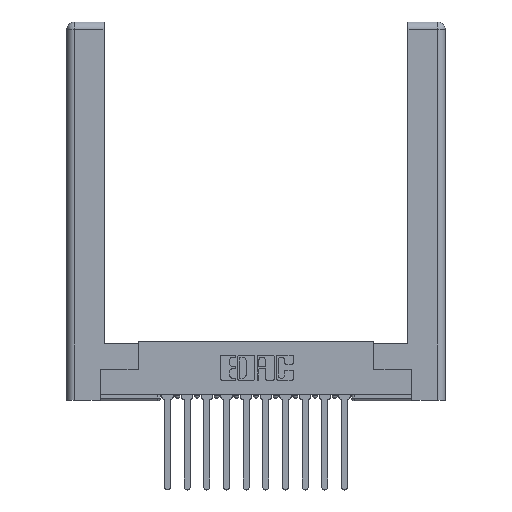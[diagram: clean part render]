
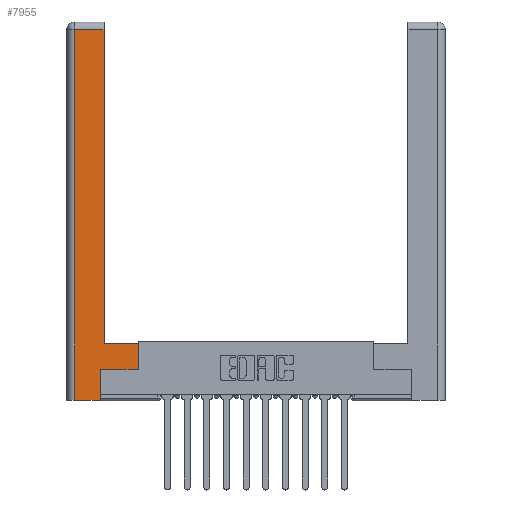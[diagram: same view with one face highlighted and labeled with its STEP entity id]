
A CAD part, top view. The second image highlights one B-rep face of the part: STEP entity #7955.
In plain terms, the highlighted planar face has unit normal (0, 0, 1).
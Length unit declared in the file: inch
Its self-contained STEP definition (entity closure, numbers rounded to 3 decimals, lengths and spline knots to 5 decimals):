
#47 = EDGE_CURVE ( 'NONE', #12025, #12797, #3792, .T. ) ;
#290 = EDGE_CURVE ( 'NONE', #6668, #2804, #7853, .T. ) ;
#316 = DIRECTION ( 'NONE',  ( -1., 0., 0. ) ) ;
#361 = CARTESIAN_POINT ( 'NONE',  ( 0.265, 0., 0. ) ) ;
#503 = VECTOR ( 'NONE', #12538, 39.37008 ) ;
#830 = ORIENTED_EDGE ( 'NONE', *, *, #15039, .T. ) ;
#1190 = EDGE_CURVE ( 'NONE', #2804, #10872, #12153, .T. ) ;
#1712 = CARTESIAN_POINT ( 'NONE',  ( 0.0615, 2.94, 0. ) ) ;
#1749 = DIRECTION ( 'NONE',  ( 0., 1., 0. ) ) ;
#1977 = CARTESIAN_POINT ( 'NONE',  ( 0.0615, 0., 0. ) ) ;
#2293 = VECTOR ( 'NONE', #1749, 39.37008 ) ;
#2506 = CARTESIAN_POINT ( 'NONE',  ( 0.0615, 0., 0. ) ) ;
#2802 = ORIENTED_EDGE ( 'NONE', *, *, #15240, .T. ) ;
#2804 = VERTEX_POINT ( 'NONE', #1712 ) ;
#2863 = EDGE_CURVE ( 'NONE', #12797, #7347, #8899, .T. ) ;
#3252 = DIRECTION ( 'NONE',  ( -1., 0., 0. ) ) ;
#3653 = VECTOR ( 'NONE', #14887, 39.37008 ) ;
#3695 = EDGE_LOOP ( 'NONE', ( #2802, #8973, #14466, #830, #5879, #11066, #12206, #10427 ) ) ;
#3740 = VECTOR ( 'NONE', #6499, 39.37008 ) ;
#3792 = LINE ( 'NONE', #11262, #2293 ) ;
#4087 = CARTESIAN_POINT ( 'NONE',  ( 0.265, 0., 0. ) ) ;
#4098 = VERTEX_POINT ( 'NONE', #361 ) ;
#4626 = DIRECTION ( 'NONE',  ( 0., 1., 0. ) ) ;
#5138 = FACE_OUTER_BOUND ( 'NONE', #3695, .T. ) ;
#5313 = PLANE ( 'NONE',  #14699 ) ;
#5359 = EDGE_CURVE ( 'NONE', #4098, #14789, #15114, .T. ) ;
#5644 = VECTOR ( 'NONE', #316, 39.37008 ) ;
#5879 = ORIENTED_EDGE ( 'NONE', *, *, #5359, .T. ) ;
#6499 = DIRECTION ( 'NONE',  ( 1., 0., 0. ) ) ;
#6504 = VECTOR ( 'NONE', #10501, 39.37008 ) ;
#6510 = LINE ( 'NONE', #7498, #3740 ) ;
#6607 = CARTESIAN_POINT ( 'NONE',  ( 0.295, 0.45, 0. ) ) ;
#6668 = VERTEX_POINT ( 'NONE', #8036 ) ;
#6807 = LINE ( 'NONE', #4087, #3653 ) ;
#6856 = CARTESIAN_POINT ( 'NONE',  ( 0.295, 3., 0. ) ) ;
#7347 = VERTEX_POINT ( 'NONE', #14878 ) ;
#7498 = CARTESIAN_POINT ( 'NONE',  ( 0.565, 0.245, 0. ) ) ;
#7547 = CARTESIAN_POINT ( 'NONE',  ( 0.0615, 2.94, 0. ) ) ;
#7853 = LINE ( 'NONE', #7547, #5644 ) ;
#7955 = ADVANCED_FACE ( 'NONE', ( #5138 ), #5313, .F. ) ;
#8036 = CARTESIAN_POINT ( 'NONE',  ( 0.295, 2.94, 0. ) ) ;
#8899 = LINE ( 'NONE', #6607, #503 ) ;
#8973 = ORIENTED_EDGE ( 'NONE', *, *, #290, .T. ) ;
#10102 = VECTOR ( 'NONE', #10957, 39.37008 ) ;
#10302 = CARTESIAN_POINT ( 'NONE',  ( 0., 0., 0. ) ) ;
#10427 = ORIENTED_EDGE ( 'NONE', *, *, #2863, .T. ) ;
#10449 = DIRECTION ( 'NONE',  ( 0., 0., -1. ) ) ;
#10501 = DIRECTION ( 'NONE',  ( 0., 1., 0. ) ) ;
#10694 = EDGE_CURVE ( 'NONE', #14789, #12025, #6510, .T. ) ;
#10872 = VERTEX_POINT ( 'NONE', #1977 ) ;
#10957 = DIRECTION ( 'NONE',  ( 0., -1., 0. ) ) ;
#11066 = ORIENTED_EDGE ( 'NONE', *, *, #10694, .T. ) ;
#11262 = CARTESIAN_POINT ( 'NONE',  ( 0.565, 0.45, 0. ) ) ;
#11299 = LINE ( 'NONE', #6856, #12236 ) ;
#11598 = CARTESIAN_POINT ( 'NONE',  ( 0.265, 0.245, 0. ) ) ;
#12025 = VERTEX_POINT ( 'NONE', #12853 ) ;
#12153 = LINE ( 'NONE', #2506, #10102 ) ;
#12206 = ORIENTED_EDGE ( 'NONE', *, *, #47, .T. ) ;
#12236 = VECTOR ( 'NONE', #4626, 39.37008 ) ;
#12538 = DIRECTION ( 'NONE',  ( -1., 0., 0. ) ) ;
#12797 = VERTEX_POINT ( 'NONE', #15324 ) ;
#12853 = CARTESIAN_POINT ( 'NONE',  ( 0.565, 0.245, 0. ) ) ;
#14378 = CARTESIAN_POINT ( 'NONE',  ( 0.265, 0.245, 0. ) ) ;
#14466 = ORIENTED_EDGE ( 'NONE', *, *, #1190, .T. ) ;
#14699 = AXIS2_PLACEMENT_3D ( 'NONE', #10302, #10449, #3252 ) ;
#14789 = VERTEX_POINT ( 'NONE', #14378 ) ;
#14878 = CARTESIAN_POINT ( 'NONE',  ( 0.295, 0.45, 0. ) ) ;
#14887 = DIRECTION ( 'NONE',  ( 1., 0., 0. ) ) ;
#15039 = EDGE_CURVE ( 'NONE', #10872, #4098, #6807, .T. ) ;
#15114 = LINE ( 'NONE', #11598, #6504 ) ;
#15240 = EDGE_CURVE ( 'NONE', #7347, #6668, #11299, .T. ) ;
#15324 = CARTESIAN_POINT ( 'NONE',  ( 0.565, 0.45, 0. ) ) ;
